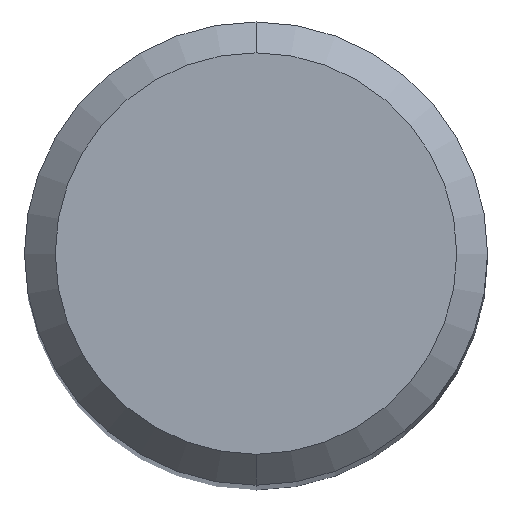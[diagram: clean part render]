
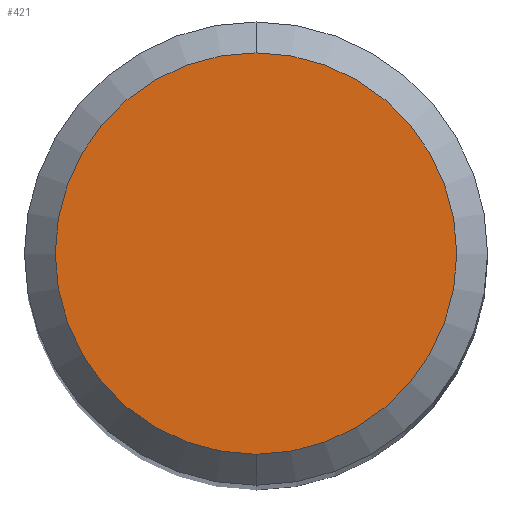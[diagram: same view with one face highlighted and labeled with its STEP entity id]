
A CAD part, top view. The second image highlights one B-rep face of the part: STEP entity #421.
In plain terms, the highlighted planar face has unit normal (0, 0, 1).
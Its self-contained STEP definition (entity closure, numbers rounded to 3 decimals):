
#203=EDGE_CURVE('',#435,#271,#562,.T.);
#271=VERTEX_POINT('',#635);
#421=ADVANCED_FACE('',(#802),#803,.T.);
#435=VERTEX_POINT('',#819);
#509=EDGE_CURVE('',#271,#435,#905,.T.);
#562=CIRCLE('',#953,2.6);
#635=CARTESIAN_POINT('',(0.0,2.6,0.0));
#802=FACE_OUTER_BOUND('',#1453,.T.);
#803=PLANE('',#1454);
#819=CARTESIAN_POINT('',(0.,-2.6,0.0));
#905=CIRCLE('',#1592,2.6);
#953=AXIS2_PLACEMENT_3D('',#1659,#1660,#1661);
#1453=EDGE_LOOP('',(#1921,#1922));
#1454=AXIS2_PLACEMENT_3D('',#1923,#1924,#1925);
#1592=AXIS2_PLACEMENT_3D('',#2065,#2066,#2067);
#1659=CARTESIAN_POINT('',(0.0,0.0,0.0));
#1660=DIRECTION('',(0.0,0.0,-1.0));
#1661=DIRECTION('',(0.0,1.0,0.0));
#1921=ORIENTED_EDGE('',*,*,#509,.F.);
#1922=ORIENTED_EDGE('',*,*,#203,.F.);
#1923=CARTESIAN_POINT('',(0.0,1.3,0.0));
#1924=DIRECTION('',(-0.0,0.0,1.0));
#1925=DIRECTION('',(0.0,-1.0,0.0));
#2065=CARTESIAN_POINT('',(0.0,0.0,0.0));
#2066=DIRECTION('',(0.0,0.0,-1.0));
#2067=DIRECTION('',(0.0,1.0,0.0));
